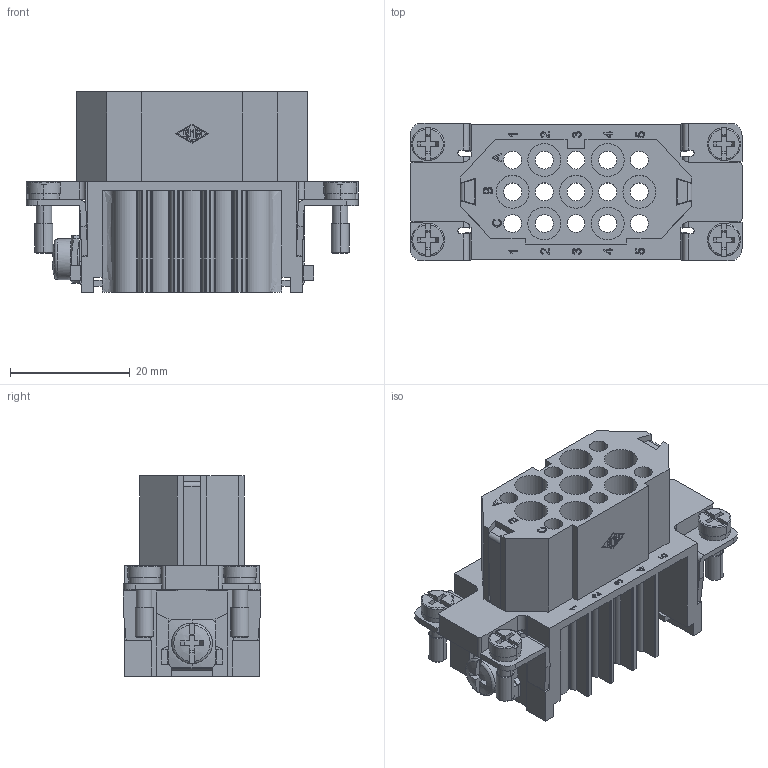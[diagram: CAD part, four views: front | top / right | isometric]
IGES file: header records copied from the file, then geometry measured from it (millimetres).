
Global section: file name: No Iges File Name specified; native system: AutoDesk Inventor R6.1; preprocessor: AutoDesk Inventor Iges Exporter R6.1; author: No Author specified; organization: No Organization specified; date: 20061211.141410; units: millimetre
Bounding box: 55.5 x 23 x 33.51 mm (x, y, z)
Volume: 16185.3 mm3; surface area: 16348.3 mm2
Topology: 1 solids, 3 shells, 1168 faces, 3231 edges, 2125 vertices
Faces by surface type: plane 492, bspline 414, revolution 152, cylinder 94, torus 12, cone 4
